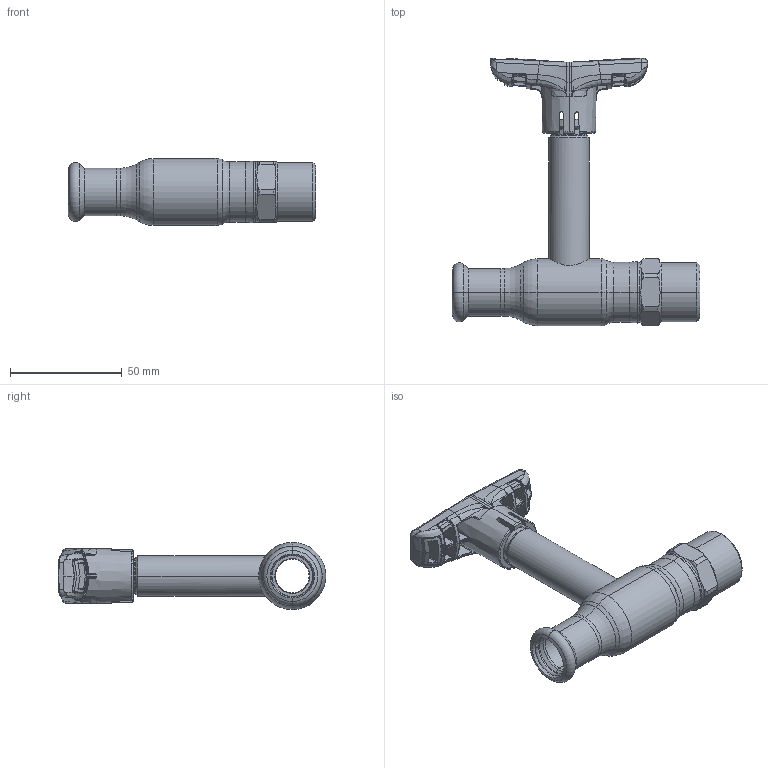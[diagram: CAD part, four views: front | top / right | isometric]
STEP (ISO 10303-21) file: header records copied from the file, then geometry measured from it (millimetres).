
FILE_DESCRIPTION (( 'STEP AP214' ), '1' );
FILE_NAME ('2015001211-0400.step', '2023-12-12T09:05:34', ( '' ), ( '' ), 'SwSTEP 2.0', 'SolidWorks 2021', '' );
FILE_SCHEMA (( 'AUTOMOTIVE_DESIGN' ));
Length unit declared in the file: millimetre
Products named in the file (1): 2015001211-0400
Bounding box: 110.8 x 119.69 x 30 mm (x, y, z)
Surface area: 25890 mm2 (no closed solid volume)
Topology: 0 solids, 7 shells, 738 faces, 2147 edges, 1338 vertices
Faces by surface type: bspline 560, plane 55, cylinder 44, torus 37, cone 29, sphere 13
Entity records: 56044 total; most frequent: CARTESIAN_POINT 33501, ORIENTED_EDGE 3779, EDGE_CURVE 2139, DIRECTION 1546, B_SPLINE_CURVE_WITH_KNOTS 1454, VERTEX_POINT 1338, EDGE_LOOP 746, UNCERTAINTY_MEASURE_WITH_UNIT 740
